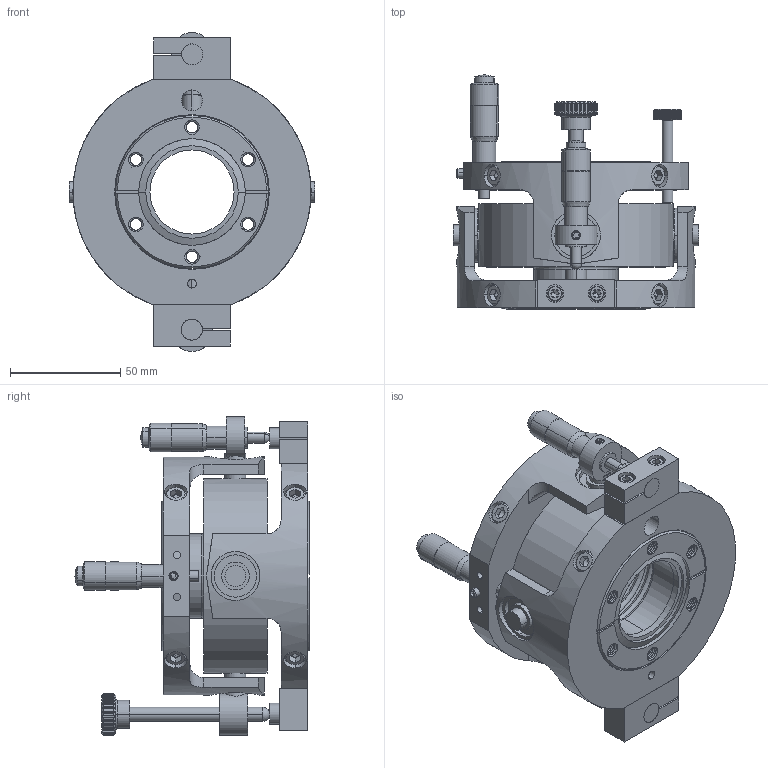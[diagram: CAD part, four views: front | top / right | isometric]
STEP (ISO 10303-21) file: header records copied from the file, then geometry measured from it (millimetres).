
FILE_DESCRIPTION (( 'STEP AP214' ), '1' );
FILE_NAME ('GBLM-1.5-B275T-T275T-2 PRECISION TILT STAGE.STEP', '2020-10-01T20:01:11', ( '' ), ( '' ), 'SwSTEP 2.0', 'SolidWorks 2010', '' );
FILE_SCHEMA (( 'AUTOMOTIVE_DESIGN' ));
Length unit declared in the file: inch
Products named in the file (1): GBLM-1.5-B275T-T275T-2 PRECISION TILT STAGE
Bounding box: 111.25 x 106.1 x 144.53 mm (x, y, z)
Surface area: 102293.6 mm2 (no closed solid volume)
Topology: 0 solids, 67 shells, 794 faces, 2748 edges, 1878 vertices
Faces by surface type: plane 369, cylinder 293, cone 82, torus 30, bspline 12, sphere 8
Entity records: 50908 total; most frequent: CARTESIAN_POINT 18020, DIRECTION 4578, ORIENTED_EDGE 4386, EDGE_CURVE 2718, VERTEX_POINT 1876, AXIS2_PLACEMENT_3D 1745, VECTOR 1088, LINE 1088
